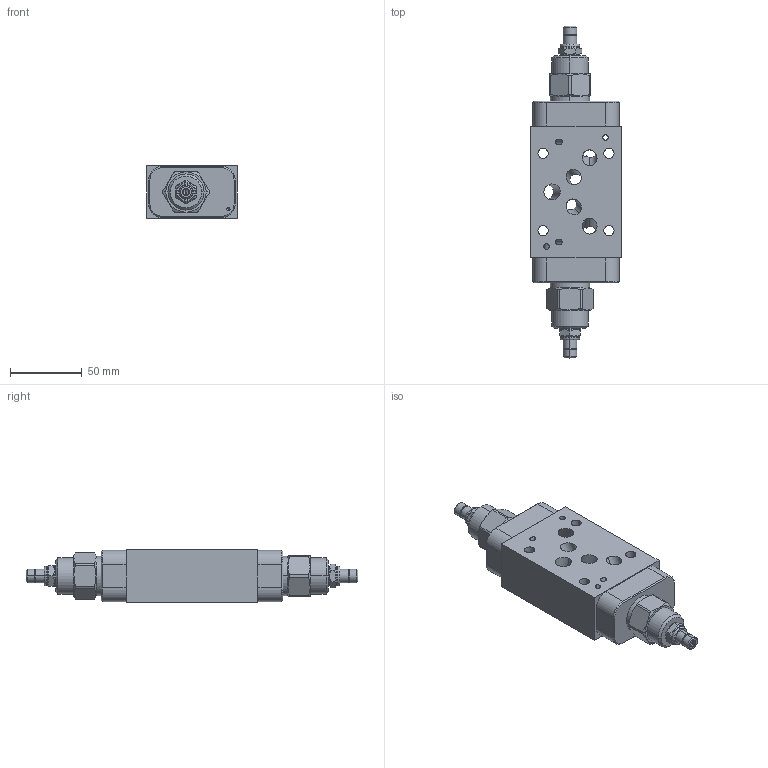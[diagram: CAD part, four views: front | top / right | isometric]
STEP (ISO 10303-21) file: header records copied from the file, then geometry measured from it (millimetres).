
FILE_DESCRIPTION((''),'2;1');
FILE_NAME('RPGCLAN-CJX_ASM','2019-08-29T',('ProEService'),(''),'PRO/ENGINEER BY PARAMETRIC TECHNOLOGY CORPORATION, 2014200','PRO/ENGINEER BY PARAMETRIC TECHNOLOGY CORPORATION, 2014200','');
FILE_SCHEMA(('CONFIG_CONTROL_DESIGN'));
Length unit declared in the file: inch
Products named in the file (3): 150-712; RPGCLAN; RPGCLAN-CJX_ASM
Assembly tree (3 placements, depth 2):
  RPGCLAN-CJX_ASM
    150-712
    RPGCLAN  x2
Bounding box: 63.5 x 231.8 x 36.53 mm (x, y, z)
Volume: 291475.7 mm3; surface area: 67783.1 mm2
Topology: 7 solids, 9 shells, 528 faces, 1506 edges, 1152 vertices
Faces by surface type: cylinder 204, plane 136, cone 112, torus 54, revolution 16, sphere 6
Entity records: 15704 total; most frequent: CARTESIAN_POINT 6237, DIRECTION 1971, ORIENTED_EDGE 1700, EDGE_CURVE 850, AXIS2_PLACEMENT_3D 713, VECTOR 537, LINE 537, VERTEX_POINT 524
